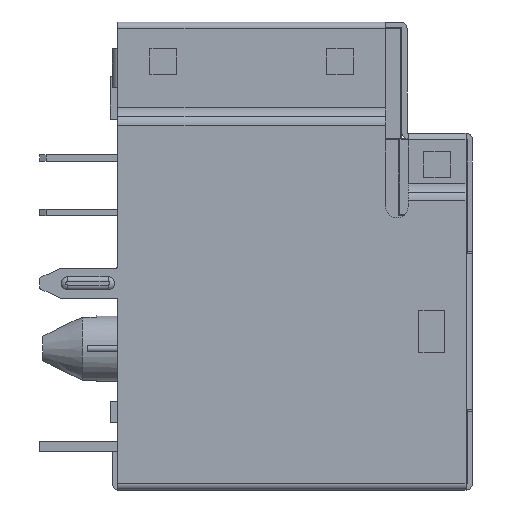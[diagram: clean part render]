
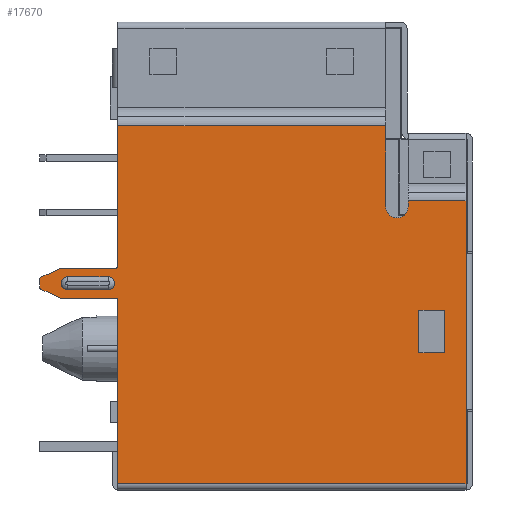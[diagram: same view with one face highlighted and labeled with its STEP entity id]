
A CAD part, left-side view. The second image highlights one B-rep face of the part: STEP entity #17670.
In plain terms, the highlighted planar face has unit normal (-1, 0, 0).
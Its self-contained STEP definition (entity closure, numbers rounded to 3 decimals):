
#351=CIRCLE('',#18462,0.3);
#353=CIRCLE('',#18466,0.3);
#357=CIRCLE('',#18472,0.1);
#359=CIRCLE('',#18476,0.1);
#361=CIRCLE('',#18480,0.1);
#363=CIRCLE('',#18484,0.1);
#369=CIRCLE('',#18492,0.525);
#373=CIRCLE('',#18500,0.1);
#375=CIRCLE('',#18504,0.1);
#1787=ORIENTED_EDGE('',*,*,#5180,.F.);
#1788=ORIENTED_EDGE('',*,*,#5182,.F.);
#1789=ORIENTED_EDGE('',*,*,#5173,.F.);
#1790=ORIENTED_EDGE('',*,*,#5177,.F.);
#1791=ORIENTED_EDGE('',*,*,#5156,.F.);
#1792=ORIENTED_EDGE('',*,*,#5161,.T.);
#1793=ORIENTED_EDGE('',*,*,#5162,.F.);
#1794=ORIENTED_EDGE('',*,*,#5113,.T.);
#1795=ORIENTED_EDGE('',*,*,#5115,.F.);
#1796=ORIENTED_EDGE('',*,*,#5120,.T.);
#1797=ORIENTED_EDGE('',*,*,#5121,.F.);
#1798=ORIENTED_EDGE('',*,*,#5126,.T.);
#1799=ORIENTED_EDGE('',*,*,#5129,.F.);
#1800=ORIENTED_EDGE('',*,*,#5131,.T.);
#1801=ORIENTED_EDGE('',*,*,#4977,.T.);
#1802=ORIENTED_EDGE('',*,*,#5038,.T.);
#1803=ORIENTED_EDGE('',*,*,#5036,.T.);
#1804=ORIENTED_EDGE('',*,*,#5184,.T.);
#1805=ORIENTED_EDGE('',*,*,#5136,.T.);
#1806=ORIENTED_EDGE('',*,*,#5144,.T.);
#1807=ORIENTED_EDGE('',*,*,#5145,.T.);
#1808=ORIENTED_EDGE('',*,*,#5109,.T.);
#1809=ORIENTED_EDGE('',*,*,#5152,.T.);
#1810=ORIENTED_EDGE('',*,*,#5155,.T.);
#1811=ORIENTED_EDGE('',*,*,#5107,.T.);
#1812=ORIENTED_EDGE('',*,*,#5105,.T.);
#1813=ORIENTED_EDGE('',*,*,#5104,.T.);
#1814=ORIENTED_EDGE('',*,*,#5101,.T.);
#4977=EDGE_CURVE('',#6786,#6785,#8000,.T.);
#5036=EDGE_CURVE('',#6829,#6828,#8043,.T.);
#5038=EDGE_CURVE('',#6785,#6829,#8044,.T.);
#5101=EDGE_CURVE('',#6875,#6874,#8094,.T.);
#5104=EDGE_CURVE('',#6876,#6875,#351,.F.);
#5105=EDGE_CURVE('',#6877,#6876,#8095,.T.);
#5107=EDGE_CURVE('',#6874,#6877,#353,.F.);
#5109=EDGE_CURVE('',#6879,#6878,#8096,.T.);
#5113=EDGE_CURVE('',#6883,#6882,#357,.T.);
#5115=EDGE_CURVE('',#6884,#6882,#8099,.T.);
#5120=EDGE_CURVE('',#6884,#6887,#359,.T.);
#5121=EDGE_CURVE('',#6888,#6887,#8103,.T.);
#5126=EDGE_CURVE('',#6888,#6891,#361,.T.);
#5129=EDGE_CURVE('',#6893,#6891,#8109,.T.);
#5131=EDGE_CURVE('',#6893,#6786,#363,.F.);
#5136=EDGE_CURVE('',#6899,#6898,#8112,.T.);
#5144=EDGE_CURVE('',#6898,#6905,#369,.T.);
#5145=EDGE_CURVE('',#6905,#6879,#8117,.T.);
#5152=EDGE_CURVE('',#6878,#6909,#8122,.T.);
#5155=EDGE_CURVE('',#6909,#6911,#373,.F.);
#5156=EDGE_CURVE('',#6912,#6911,#8124,.T.);
#5161=EDGE_CURVE('',#6912,#6915,#375,.T.);
#5162=EDGE_CURVE('',#6883,#6915,#8128,.T.);
#5173=EDGE_CURVE('',#6921,#6922,#8133,.T.);
#5177=EDGE_CURVE('',#6925,#6921,#8137,.T.);
#5180=EDGE_CURVE('',#6927,#6925,#8140,.T.);
#5182=EDGE_CURVE('',#6922,#6927,#8142,.T.);
#5184=EDGE_CURVE('',#6828,#6899,#8144,.T.);
#6785=VERTEX_POINT('',#24030);
#6786=VERTEX_POINT('',#24032);
#6828=VERTEX_POINT('',#24143);
#6829=VERTEX_POINT('',#24145);
#6874=VERTEX_POINT('',#24276);
#6875=VERTEX_POINT('',#24278);
#6876=VERTEX_POINT('',#24282);
#6877=VERTEX_POINT('',#24286);
#6878=VERTEX_POINT('',#24292);
#6879=VERTEX_POINT('',#24294);
#6882=VERTEX_POINT('',#24301);
#6883=VERTEX_POINT('',#24303);
#6884=VERTEX_POINT('',#24307);
#6887=VERTEX_POINT('',#24315);
#6888=VERTEX_POINT('',#24319);
#6891=VERTEX_POINT('',#24327);
#6893=VERTEX_POINT('',#24333);
#6898=VERTEX_POINT('',#24347);
#6899=VERTEX_POINT('',#24349);
#6905=VERTEX_POINT('',#24363);
#6909=VERTEX_POINT('',#24378);
#6911=VERTEX_POINT('',#24384);
#6912=VERTEX_POINT('',#24388);
#6915=VERTEX_POINT('',#24396);
#6921=VERTEX_POINT('',#24420);
#6922=VERTEX_POINT('',#24422);
#6925=VERTEX_POINT('',#24429);
#6927=VERTEX_POINT('',#24435);
#8000=LINE('',#24031,#9417);
#8043=LINE('',#24144,#9460);
#8044=LINE('',#24148,#9461);
#8094=LINE('',#24277,#9511);
#8095=LINE('',#24285,#9512);
#8096=LINE('',#24293,#9513);
#8099=LINE('',#24306,#9516);
#8103=LINE('',#24318,#9520);
#8109=LINE('',#24334,#9526);
#8112=LINE('',#24348,#9529);
#8117=LINE('',#24366,#9534);
#8122=LINE('',#24379,#9539);
#8124=LINE('',#24387,#9541);
#8128=LINE('',#24399,#9545);
#8133=LINE('',#24421,#9550);
#8137=LINE('',#24430,#9554);
#8140=LINE('',#24436,#9557);
#8142=LINE('',#24439,#9559);
#8144=LINE('',#24442,#9561);
#9417=VECTOR('',#19909,1000.);
#9460=VECTOR('',#20006,1000.);
#9461=VECTOR('',#20011,1000.);
#9511=VECTOR('',#20129,1000.);
#9512=VECTOR('',#20140,1000.);
#9513=VECTOR('',#20151,1000.);
#9516=VECTOR('',#20164,1000.);
#9520=VECTOR('',#20176,1000.);
#9526=VECTOR('',#20190,1000.);
#9529=VECTOR('',#20205,1000.);
#9534=VECTOR('',#20222,1000.);
#9539=VECTOR('',#20235,1000.);
#9541=VECTOR('',#20245,1000.);
#9545=VECTOR('',#20257,1000.);
#9550=VECTOR('',#20284,1000.);
#9554=VECTOR('',#20290,1000.);
#9557=VECTOR('',#20295,1000.);
#9559=VECTOR('',#20299,1000.);
#9561=VECTOR('',#20303,1000.);
#10728=EDGE_LOOP('',(#1787,#1788,#1789,#1790));
#10729=EDGE_LOOP('',(#1791,#1792,#1793,#1794,#1795,#1796,#1797,#1798,#1799,
#1800,#1801,#1802,#1803,#1804,#1805,#1806,#1807,#1808,#1809,#1810));
#10730=EDGE_LOOP('',(#1811,#1812,#1813,#1814));
#11525=FACE_BOUND('',#10728,.T.);
#11526=FACE_BOUND('',#10729,.T.);
#11527=FACE_BOUND('',#10730,.T.);
#12241=PLANE('',#18528);
#17670=ADVANCED_FACE('',(#11525,#11526,#11527),#12241,.T.);
#18462=AXIS2_PLACEMENT_3D('',#24283,#20136,#20137);
#18466=AXIS2_PLACEMENT_3D('',#24289,#20145,#20146);
#18472=AXIS2_PLACEMENT_3D('',#24302,#20159,#20160);
#18476=AXIS2_PLACEMENT_3D('',#24316,#20172,#20173);
#18480=AXIS2_PLACEMENT_3D('',#24328,#20184,#20185);
#18484=AXIS2_PLACEMENT_3D('',#24337,#20195,#20196);
#18492=AXIS2_PLACEMENT_3D('',#24364,#20218,#20219);
#18500=AXIS2_PLACEMENT_3D('',#24385,#20241,#20242);
#18504=AXIS2_PLACEMENT_3D('',#24397,#20253,#20254);
#18528=AXIS2_PLACEMENT_3D('',#24457,#20325,#20326);
#19909=DIRECTION('',(0.,0.,-1.));
#20006=DIRECTION('',(0.,0.,1.));
#20011=DIRECTION('',(0.,-1.,0.));
#20129=DIRECTION('',(0.,-1.,0.));
#20136=DIRECTION('',(-1.,0.,0.));
#20137=DIRECTION('',(0.,0.,1.));
#20140=DIRECTION('',(0.,1.,0.));
#20145=DIRECTION('',(-1.,0.,0.));
#20146=DIRECTION('',(0.,0.,1.));
#20151=DIRECTION('',(0.,1.,0.));
#20159=DIRECTION('',(-1.,0.,0.));
#20160=DIRECTION('',(0.,0.,1.));
#20164=DIRECTION('',(0.,0.,1.));
#20172=DIRECTION('',(-1.,0.,0.));
#20173=DIRECTION('',(0.,0.,1.));
#20176=DIRECTION('',(0.,0.912,0.41));
#20184=DIRECTION('',(-1.,0.,0.));
#20185=DIRECTION('',(0.,0.,1.));
#20190=DIRECTION('',(0.,1.,0.));
#20195=DIRECTION('',(-1.,0.,0.));
#20196=DIRECTION('',(0.,0.,1.));
#20205=DIRECTION('',(0.,0.,-1.));
#20218=DIRECTION('',(1.,0.,0.));
#20219=DIRECTION('',(0.,-1.,0.));
#20222=DIRECTION('',(0.,0.,1.));
#20235=DIRECTION('',(0.,0.,-1.));
#20241=DIRECTION('',(-1.,0.,0.));
#20242=DIRECTION('',(0.,0.,1.));
#20245=DIRECTION('',(0.,-1.,0.));
#20253=DIRECTION('',(-1.,0.,0.));
#20254=DIRECTION('',(0.,0.,1.));
#20257=DIRECTION('',(0.,-0.912,0.41));
#20284=DIRECTION('',(0.,1.,0.));
#20290=DIRECTION('',(0.,0.,1.));
#20295=DIRECTION('',(0.,-1.,0.));
#20299=DIRECTION('',(0.,0.,-1.));
#20303=DIRECTION('',(0.,1.,0.));
#20325=DIRECTION('',(-1.,0.,0.));
#20326=DIRECTION('',(0.,0.,1.));
#24030=CARTESIAN_POINT('',(-7.975,8.275,-10.62));
#24031=CARTESIAN_POINT('',(-7.975,8.275,2.58));
#24032=CARTESIAN_POINT('',(-7.975,8.275,-2.07));
#24143=CARTESIAN_POINT('',(-7.975,-7.975,2.58));
#24144=CARTESIAN_POINT('',(-7.975,-7.975,-10.724));
#24145=CARTESIAN_POINT('',(-7.975,-7.975,-10.62));
#24148=CARTESIAN_POINT('',(-7.975,8.275,-10.62));
#24276=CARTESIAN_POINT('',(-7.975,8.725,-0.97));
#24277=CARTESIAN_POINT('',(-7.975,8.275,-0.97));
#24278=CARTESIAN_POINT('',(-7.975,10.625,-0.97));
#24282=CARTESIAN_POINT('',(-7.975,10.625,-1.57));
#24283=CARTESIAN_POINT('',(-7.975,10.625,-1.27));
#24285=CARTESIAN_POINT('',(-7.975,8.275,-1.57));
#24286=CARTESIAN_POINT('',(-7.975,8.725,-1.57));
#24289=CARTESIAN_POINT('',(-7.975,8.725,-1.27));
#24292=CARTESIAN_POINT('',(-7.975,8.275,6.08));
#24293=CARTESIAN_POINT('',(-7.975,-4.225,6.08));
#24294=CARTESIAN_POINT('',(-7.975,-4.225,6.08));
#24301=CARTESIAN_POINT('',(-7.975,11.925,-1.085));
#24302=CARTESIAN_POINT('',(-7.975,11.825,-1.085));
#24303=CARTESIAN_POINT('',(-7.975,11.866,-0.993));
#24306=CARTESIAN_POINT('',(-7.975,11.925,-1.52));
#24307=CARTESIAN_POINT('',(-7.975,11.925,-1.455));
#24315=CARTESIAN_POINT('',(-7.975,11.866,-1.547));
#24316=CARTESIAN_POINT('',(-7.975,11.825,-1.455));
#24318=CARTESIAN_POINT('',(-7.975,10.925,-1.97));
#24319=CARTESIAN_POINT('',(-7.975,10.945,-1.961));
#24327=CARTESIAN_POINT('',(-7.975,10.904,-1.97));
#24328=CARTESIAN_POINT('',(-7.975,10.904,-1.87));
#24333=CARTESIAN_POINT('',(-7.975,8.375,-1.97));
#24334=CARTESIAN_POINT('',(-7.975,8.275,-1.97));
#24337=CARTESIAN_POINT('',(-7.975,8.375,-2.07));
#24347=CARTESIAN_POINT('',(-7.975,-5.275,2.305));
#24348=CARTESIAN_POINT('',(-7.975,-5.275,2.58));
#24349=CARTESIAN_POINT('',(-7.975,-5.275,2.58));
#24363=CARTESIAN_POINT('',(-7.975,-4.225,2.305));
#24364=CARTESIAN_POINT('',(-7.975,-4.75,2.305));
#24366=CARTESIAN_POINT('',(-7.975,-4.225,2.58));
#24378=CARTESIAN_POINT('',(-7.975,8.275,-0.47));
#24379=CARTESIAN_POINT('',(-7.975,8.275,2.58));
#24384=CARTESIAN_POINT('',(-7.975,8.375,-0.57));
#24385=CARTESIAN_POINT('',(-7.975,8.375,-0.47));
#24387=CARTESIAN_POINT('',(-7.975,10.925,-0.57));
#24388=CARTESIAN_POINT('',(-7.975,10.904,-0.57));
#24396=CARTESIAN_POINT('',(-7.975,10.945,-0.579));
#24397=CARTESIAN_POINT('',(-7.975,10.904,-0.67));
#24399=CARTESIAN_POINT('',(-7.975,11.925,-1.02));
#24420=CARTESIAN_POINT('',(-7.975,-6.975,-2.52));
#24421=CARTESIAN_POINT('',(-7.975,-6.975,-2.52));
#24422=CARTESIAN_POINT('',(-7.975,-5.775,-2.52));
#24429=CARTESIAN_POINT('',(-7.975,-6.975,-4.52));
#24430=CARTESIAN_POINT('',(-7.975,-6.975,-4.52));
#24435=CARTESIAN_POINT('',(-7.975,-5.775,-4.52));
#24436=CARTESIAN_POINT('',(-7.975,-5.775,-4.52));
#24439=CARTESIAN_POINT('',(-7.975,-5.775,-2.52));
#24442=CARTESIAN_POINT('',(-7.975,-7.975,2.58));
#24457=CARTESIAN_POINT('',(-7.975,8.275,-10.724));
